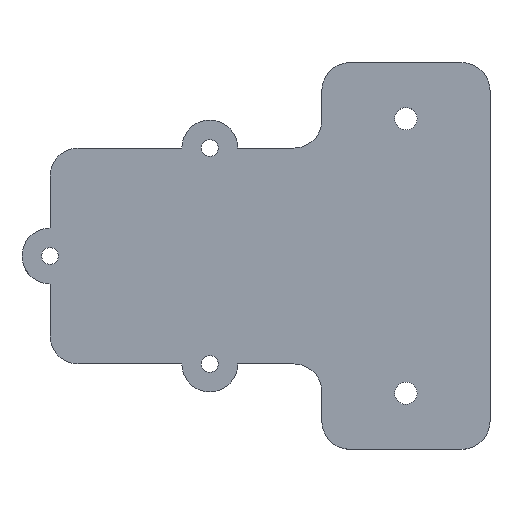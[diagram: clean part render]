
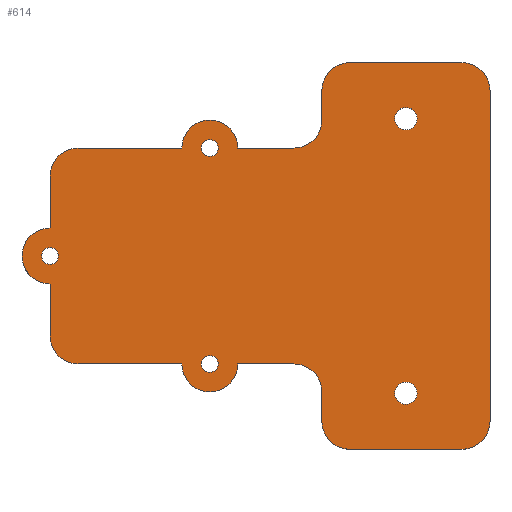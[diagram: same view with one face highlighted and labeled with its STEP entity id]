
A CAD part, top view. The second image highlights one B-rep face of the part: STEP entity #614.
In plain terms, the highlighted planar face has unit normal (0, 0, 1).
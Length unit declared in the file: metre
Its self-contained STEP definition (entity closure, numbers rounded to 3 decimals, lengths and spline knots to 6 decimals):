
#24=PLANE('',#689);
#30=LINE('',#915,#74);
#34=LINE('',#927,#78);
#38=LINE('',#939,#82);
#42=LINE('',#951,#86);
#46=LINE('',#963,#90);
#50=LINE('',#975,#94);
#54=LINE('',#987,#98);
#58=LINE('',#999,#102);
#62=LINE('',#1011,#106);
#66=LINE('',#1023,#110);
#70=LINE('',#1035,#114);
#74=VECTOR('',#724,1.);
#78=VECTOR('',#736,1.);
#82=VECTOR('',#748,1.);
#86=VECTOR('',#760,1.);
#90=VECTOR('',#772,1.);
#94=VECTOR('',#784,1.);
#98=VECTOR('',#796,1.);
#102=VECTOR('',#808,1.);
#106=VECTOR('',#820,1.);
#110=VECTOR('',#832,1.);
#114=VECTOR('',#844,1.);
#231=ORIENTED_EDGE('',*,*,#351,.T.);
#232=ORIENTED_EDGE('',*,*,#352,.T.);
#233=ORIENTED_EDGE('',*,*,#353,.T.);
#234=ORIENTED_EDGE('',*,*,#354,.T.);
#235=ORIENTED_EDGE('',*,*,#355,.T.);
#236=ORIENTED_EDGE('',*,*,#280,.T.);
#237=ORIENTED_EDGE('',*,*,#284,.T.);
#238=ORIENTED_EDGE('',*,*,#287,.T.);
#239=ORIENTED_EDGE('',*,*,#290,.F.);
#240=ORIENTED_EDGE('',*,*,#293,.T.);
#241=ORIENTED_EDGE('',*,*,#296,.F.);
#242=ORIENTED_EDGE('',*,*,#299,.T.);
#243=ORIENTED_EDGE('',*,*,#302,.T.);
#244=ORIENTED_EDGE('',*,*,#305,.T.);
#245=ORIENTED_EDGE('',*,*,#308,.T.);
#246=ORIENTED_EDGE('',*,*,#311,.T.);
#247=ORIENTED_EDGE('',*,*,#314,.T.);
#248=ORIENTED_EDGE('',*,*,#317,.F.);
#249=ORIENTED_EDGE('',*,*,#320,.T.);
#250=ORIENTED_EDGE('',*,*,#323,.F.);
#251=ORIENTED_EDGE('',*,*,#326,.T.);
#252=ORIENTED_EDGE('',*,*,#329,.T.);
#253=ORIENTED_EDGE('',*,*,#332,.T.);
#254=ORIENTED_EDGE('',*,*,#335,.T.);
#255=ORIENTED_EDGE('',*,*,#338,.F.);
#256=ORIENTED_EDGE('',*,*,#341,.T.);
#257=ORIENTED_EDGE('',*,*,#344,.F.);
#280=EDGE_CURVE('',#362,#363,#422,.T.);
#284=EDGE_CURVE('',#363,#366,#30,.T.);
#287=EDGE_CURVE('',#366,#368,#424,.T.);
#290=EDGE_CURVE('',#370,#368,#34,.T.);
#293=EDGE_CURVE('',#370,#372,#426,.T.);
#296=EDGE_CURVE('',#374,#372,#38,.T.);
#299=EDGE_CURVE('',#374,#376,#428,.T.);
#302=EDGE_CURVE('',#376,#378,#42,.T.);
#305=EDGE_CURVE('',#378,#380,#430,.T.);
#308=EDGE_CURVE('',#380,#382,#46,.T.);
#311=EDGE_CURVE('',#382,#384,#432,.T.);
#314=EDGE_CURVE('',#384,#386,#50,.T.);
#317=EDGE_CURVE('',#388,#386,#434,.T.);
#320=EDGE_CURVE('',#388,#390,#54,.T.);
#323=EDGE_CURVE('',#392,#390,#436,.T.);
#326=EDGE_CURVE('',#392,#394,#58,.T.);
#329=EDGE_CURVE('',#394,#396,#438,.T.);
#332=EDGE_CURVE('',#396,#398,#62,.T.);
#335=EDGE_CURVE('',#398,#400,#440,.T.);
#338=EDGE_CURVE('',#402,#400,#66,.T.);
#341=EDGE_CURVE('',#402,#404,#442,.T.);
#344=EDGE_CURVE('',#362,#404,#70,.T.);
#351=EDGE_CURVE('',#411,#411,#449,.F.);
#352=EDGE_CURVE('',#412,#412,#450,.F.);
#353=EDGE_CURVE('',#413,#413,#451,.F.);
#354=EDGE_CURVE('',#414,#414,#452,.T.);
#355=EDGE_CURVE('',#415,#415,#453,.T.);
#362=VERTEX_POINT('',#907);
#363=VERTEX_POINT('',#908);
#366=VERTEX_POINT('',#916);
#368=VERTEX_POINT('',#922);
#370=VERTEX_POINT('',#928);
#372=VERTEX_POINT('',#934);
#374=VERTEX_POINT('',#940);
#376=VERTEX_POINT('',#946);
#378=VERTEX_POINT('',#952);
#380=VERTEX_POINT('',#958);
#382=VERTEX_POINT('',#964);
#384=VERTEX_POINT('',#970);
#386=VERTEX_POINT('',#976);
#388=VERTEX_POINT('',#982);
#390=VERTEX_POINT('',#988);
#392=VERTEX_POINT('',#994);
#394=VERTEX_POINT('',#1000);
#396=VERTEX_POINT('',#1006);
#398=VERTEX_POINT('',#1012);
#400=VERTEX_POINT('',#1018);
#402=VERTEX_POINT('',#1024);
#404=VERTEX_POINT('',#1030);
#411=VERTEX_POINT('',#1050);
#412=VERTEX_POINT('',#1052);
#413=VERTEX_POINT('',#1054);
#414=VERTEX_POINT('',#1056);
#415=VERTEX_POINT('',#1058);
#422=CIRCLE('',#640,0.005);
#424=CIRCLE('',#644,0.005);
#426=CIRCLE('',#648,0.005);
#428=CIRCLE('',#652,0.005);
#430=CIRCLE('',#656,0.005);
#432=CIRCLE('',#660,0.005);
#434=CIRCLE('',#664,0.005);
#436=CIRCLE('',#668,0.005);
#438=CIRCLE('',#672,0.005);
#440=CIRCLE('',#676,0.005);
#442=CIRCLE('',#680,0.005);
#449=CIRCLE('',#690,0.0015);
#450=CIRCLE('',#691,0.0015);
#451=CIRCLE('',#692,0.0015);
#452=CIRCLE('',#693,0.002);
#453=CIRCLE('',#694,0.002);
#488=EDGE_LOOP('',(#231));
#489=EDGE_LOOP('',(#232));
#490=EDGE_LOOP('',(#233));
#491=EDGE_LOOP('',(#234));
#492=EDGE_LOOP('',(#235));
#493=EDGE_LOOP('',(#236,#237,#238,#239,#240,#241,#242,#243,#244,#245,#246,
#247,#248,#249,#250,#251,#252,#253,#254,#255,#256,#257));
#544=FACE_BOUND('',#488,.T.);
#545=FACE_BOUND('',#489,.T.);
#546=FACE_BOUND('',#490,.T.);
#547=FACE_BOUND('',#491,.T.);
#548=FACE_BOUND('',#492,.T.);
#549=FACE_BOUND('',#493,.T.);
#614=ADVANCED_FACE('',(#544,#545,#546,#547,#548,#549),#24,.T.);
#640=AXIS2_PLACEMENT_3D('',#906,#716,#717);
#644=AXIS2_PLACEMENT_3D('',#921,#729,#730);
#648=AXIS2_PLACEMENT_3D('',#933,#741,#742);
#652=AXIS2_PLACEMENT_3D('',#945,#753,#754);
#656=AXIS2_PLACEMENT_3D('',#957,#765,#766);
#660=AXIS2_PLACEMENT_3D('',#969,#777,#778);
#664=AXIS2_PLACEMENT_3D('',#981,#789,#790);
#668=AXIS2_PLACEMENT_3D('',#993,#801,#802);
#672=AXIS2_PLACEMENT_3D('',#1005,#813,#814);
#676=AXIS2_PLACEMENT_3D('',#1017,#825,#826);
#680=AXIS2_PLACEMENT_3D('',#1029,#837,#838);
#689=AXIS2_PLACEMENT_3D('',#1048,#858,#859);
#690=AXIS2_PLACEMENT_3D('',#1049,#860,#861);
#691=AXIS2_PLACEMENT_3D('',#1051,#862,#863);
#692=AXIS2_PLACEMENT_3D('',#1053,#864,#865);
#693=AXIS2_PLACEMENT_3D('',#1055,#866,#867);
#694=AXIS2_PLACEMENT_3D('',#1057,#868,#869);
#716=DIRECTION('',(0.,0.,1.));
#717=DIRECTION('',(1.,0.,0.));
#724=DIRECTION('',(0.,-1.,0.));
#729=DIRECTION('',(0.,0.,-1.));
#730=DIRECTION('',(1.,0.,0.));
#736=DIRECTION('',(1.,0.,0.));
#741=DIRECTION('',(0.,0.,1.));
#742=DIRECTION('',(1.,0.,0.));
#748=DIRECTION('',(1.,0.,0.));
#753=DIRECTION('',(0.,0.,1.));
#754=DIRECTION('',(1.,0.,0.));
#760=DIRECTION('',(0.,-1.,0.));
#765=DIRECTION('',(0.,0.,1.));
#766=DIRECTION('',(1.,0.,0.));
#772=DIRECTION('',(0.,-1.,0.));
#777=DIRECTION('',(0.,0.,1.));
#778=DIRECTION('',(1.,0.,0.));
#784=DIRECTION('',(1.,0.,0.));
#789=DIRECTION('',(0.,0.,-1.));
#790=DIRECTION('',(1.,0.,0.));
#796=DIRECTION('',(1.,0.,0.));
#801=DIRECTION('',(0.,0.,1.));
#802=DIRECTION('',(1.,0.,0.));
#808=DIRECTION('',(0.,-1.,0.));
#813=DIRECTION('',(0.,0.,1.));
#814=DIRECTION('',(1.,0.,0.));
#820=DIRECTION('',(1.,0.,0.));
#825=DIRECTION('',(0.,0.,1.));
#826=DIRECTION('',(1.,0.,0.));
#832=DIRECTION('',(0.,-1.,0.));
#837=DIRECTION('',(0.,0.,1.));
#838=DIRECTION('',(1.,0.,0.));
#844=DIRECTION('',(1.,0.,0.));
#858=DIRECTION('',(0.,0.,1.));
#859=DIRECTION('',(1.,0.,0.));
#860=DIRECTION('',(0.,0.,1.));
#861=DIRECTION('',(1.,0.,0.));
#862=DIRECTION('',(0.,0.,1.));
#863=DIRECTION('',(1.,0.,0.));
#864=DIRECTION('',(0.,0.,1.));
#865=DIRECTION('',(1.,0.,0.));
#866=DIRECTION('',(0.,0.,-1.));
#867=DIRECTION('',(-1.,0.,0.));
#868=DIRECTION('',(0.,0.,-1.));
#869=DIRECTION('',(-1.,0.,0.));
#906=CARTESIAN_POINT('',(0.053515,0.0295,-0.025));
#907=CARTESIAN_POINT('',(0.053515,0.0345,-0.025));
#908=CARTESIAN_POINT('',(0.048515,0.0295,-0.025));
#915=CARTESIAN_POINT('',(0.048515,0.026879,-0.025));
#916=CARTESIAN_POINT('',(0.048515,0.024258,-0.025));
#921=CARTESIAN_POINT('',(0.043515,0.024258,-0.025));
#922=CARTESIAN_POINT('',(0.043515,0.019258,-0.025));
#927=CARTESIAN_POINT('',(0.038515,0.019258,-0.025));
#928=CARTESIAN_POINT('',(0.033515,0.019258,-0.025));
#933=CARTESIAN_POINT('',(0.028515,0.019258,-0.025));
#934=CARTESIAN_POINT('',(0.023515,0.019258,-0.025));
#939=CARTESIAN_POINT('',(0.014258,0.019258,-0.025));
#940=CARTESIAN_POINT('',(0.005,0.019258,-0.025));
#945=CARTESIAN_POINT('',(0.005,0.014258,-0.025));
#946=CARTESIAN_POINT('',(0.,0.014258,-0.025));
#951=CARTESIAN_POINT('',(0.,0.009629,-0.025));
#952=CARTESIAN_POINT('',(0.,0.005,-0.025));
#957=CARTESIAN_POINT('',(0.,0.,-0.025));
#958=CARTESIAN_POINT('',(0.,-0.005,-0.025));
#963=CARTESIAN_POINT('',(0.,-0.009629,-0.025));
#964=CARTESIAN_POINT('',(0.,-0.014258,-0.025));
#969=CARTESIAN_POINT('',(0.005,-0.014258,-0.025));
#970=CARTESIAN_POINT('',(0.005,-0.019258,-0.025));
#975=CARTESIAN_POINT('',(0.014258,-0.019258,-0.025));
#976=CARTESIAN_POINT('',(0.023515,-0.019258,-0.025));
#981=CARTESIAN_POINT('',(0.028515,-0.019258,-0.025));
#982=CARTESIAN_POINT('',(0.033515,-0.019258,-0.025));
#987=CARTESIAN_POINT('',(0.038515,-0.019258,-0.025));
#988=CARTESIAN_POINT('',(0.043515,-0.019258,-0.025));
#993=CARTESIAN_POINT('',(0.043515,-0.024258,-0.025));
#994=CARTESIAN_POINT('',(0.048515,-0.024258,-0.025));
#999=CARTESIAN_POINT('',(0.048515,-0.026879,-0.025));
#1000=CARTESIAN_POINT('',(0.048515,-0.0295,-0.025));
#1005=CARTESIAN_POINT('',(0.053515,-0.0295,-0.025));
#1006=CARTESIAN_POINT('',(0.053515,-0.0345,-0.025));
#1011=CARTESIAN_POINT('',(0.063515,-0.0345,-0.025));
#1012=CARTESIAN_POINT('',(0.073515,-0.0345,-0.025));
#1017=CARTESIAN_POINT('',(0.073515,-0.0295,-0.025));
#1018=CARTESIAN_POINT('',(0.078515,-0.0295,-0.025));
#1023=CARTESIAN_POINT('',(0.078515,0.,-0.025));
#1024=CARTESIAN_POINT('',(0.078515,0.0295,-0.025));
#1029=CARTESIAN_POINT('',(0.073515,0.0295,-0.025));
#1030=CARTESIAN_POINT('',(0.073515,0.0345,-0.025));
#1035=CARTESIAN_POINT('',(0.063515,0.0345,-0.025));
#1048=CARTESIAN_POINT('',(0.036758,0.,-0.025));
#1049=CARTESIAN_POINT('',(0.028515,0.019258,-0.025));
#1050=CARTESIAN_POINT('',(0.030015,0.019258,-0.025));
#1051=CARTESIAN_POINT('',(0.,0.,-0.025));
#1052=CARTESIAN_POINT('',(0.0015,0.,-0.025));
#1053=CARTESIAN_POINT('',(0.028515,-0.019258,-0.025));
#1054=CARTESIAN_POINT('',(0.030015,-0.019258,-0.025));
#1055=CARTESIAN_POINT('',(0.063515,0.0245,-0.025));
#1056=CARTESIAN_POINT('',(0.061515,0.0245,-0.025));
#1057=CARTESIAN_POINT('',(0.063515,-0.0245,-0.025));
#1058=CARTESIAN_POINT('',(0.061515,-0.0245,-0.025));
